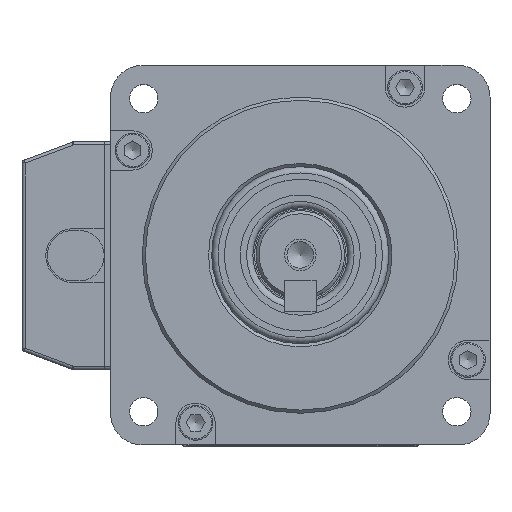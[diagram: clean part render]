
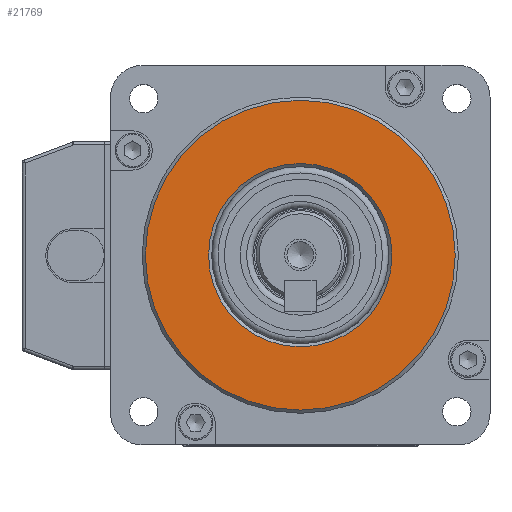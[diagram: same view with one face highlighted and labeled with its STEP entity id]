
A CAD part, top view. The second image highlights one B-rep face of the part: STEP entity #21769.
In plain terms, the highlighted planar face has unit normal (0, 0, 1).
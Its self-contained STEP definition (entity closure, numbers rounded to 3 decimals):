
#1000=FACE_BOUND('',#2555,.T.);
#1318=FACE_OUTER_BOUND('',#2554,.T.);
#2554=EDGE_LOOP('',(#14611,#14612));
#2555=EDGE_LOOP('',(#14613));
#3908=CIRCLE('',#23229,24.5);
#3909=CIRCLE('',#23230,24.5);
#3910=CIRCLE('',#23231,14.5);
#8579=VERTEX_POINT('',#33514);
#8580=VERTEX_POINT('',#33515);
#8581=VERTEX_POINT('',#33518);
#10900=EDGE_CURVE('',#8579,#8580,#3908,.T.);
#10901=EDGE_CURVE('',#8580,#8579,#3909,.T.);
#10902=EDGE_CURVE('',#8581,#8581,#3910,.T.);
#14611=ORIENTED_EDGE('',*,*,#10900,.T.);
#14612=ORIENTED_EDGE('',*,*,#10901,.T.);
#14613=ORIENTED_EDGE('',*,*,#10902,.T.);
#19914=PLANE('',#23228);
#21769=ADVANCED_FACE('',(#1318,#1000),#19914,.T.);
#23228=AXIS2_PLACEMENT_3D('',#33513,#26513,#26514);
#23229=AXIS2_PLACEMENT_3D('',#33516,#26515,#26516);
#23230=AXIS2_PLACEMENT_3D('',#33517,#26517,#26518);
#23231=AXIS2_PLACEMENT_3D('',#33519,#26519,#26520);
#26513=DIRECTION('center_axis',(0.,0.,1.));
#26514=DIRECTION('ref_axis',(0.,-1.,0.));
#26515=DIRECTION('center_axis',(0.,0.,1.));
#26516=DIRECTION('ref_axis',(0.,1.,0.));
#26517=DIRECTION('center_axis',(0.,0.,1.));
#26518=DIRECTION('ref_axis',(0.,1.,0.));
#26519=DIRECTION('center_axis',(0.,0.,-1.));
#26520=DIRECTION('ref_axis',(0.,-1.,0.));
#33513=CARTESIAN_POINT('Origin',(0.,0.,112.));
#33514=CARTESIAN_POINT('',(0.,-24.5,112.));
#33515=CARTESIAN_POINT('',(0.,24.5,112.));
#33516=CARTESIAN_POINT('Origin',(0.,0.,112.));
#33517=CARTESIAN_POINT('Origin',(0.,0.,112.));
#33518=CARTESIAN_POINT('',(0.,14.5,112.));
#33519=CARTESIAN_POINT('Origin',(0.,0.,112.));
